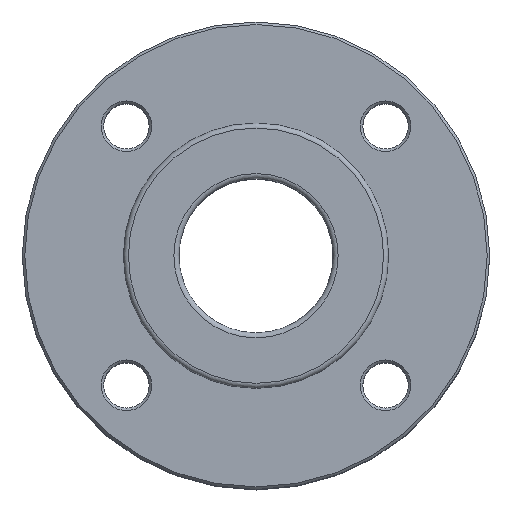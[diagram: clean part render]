
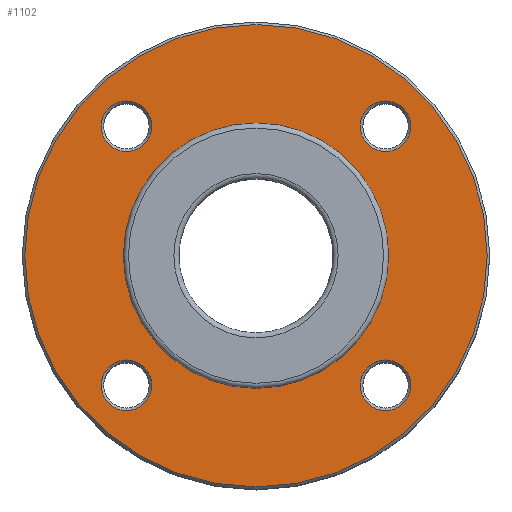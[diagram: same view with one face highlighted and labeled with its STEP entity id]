
A CAD part, top view. The second image highlights one B-rep face of the part: STEP entity #1102.
In plain terms, the highlighted face is planar.
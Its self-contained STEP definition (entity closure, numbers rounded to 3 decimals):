
#83=FACE_BOUND('',#180,.T.);
#84=FACE_BOUND('',#181,.T.);
#85=FACE_BOUND('',#182,.T.);
#86=FACE_BOUND('',#183,.T.);
#87=FACE_BOUND('',#184,.T.);
#100=PLANE('',#1221);
#110=FACE_OUTER_BOUND('',#179,.T.);
#179=EDGE_LOOP('',(#751));
#180=EDGE_LOOP('',(#752));
#181=EDGE_LOOP('',(#753));
#182=EDGE_LOOP('',(#754));
#183=EDGE_LOOP('',(#755));
#184=EDGE_LOOP('',(#756));
#330=CIRCLE('',#1219,10.);
#332=CIRCLE('',#1222,91.5);
#333=CIRCLE('',#1223,10.);
#334=CIRCLE('',#1224,10.);
#335=CIRCLE('',#1225,52.5);
#336=CIRCLE('',#1226,10.);
#467=VERTEX_POINT('',#1891);
#469=VERTEX_POINT('',#1897);
#470=VERTEX_POINT('',#1899);
#471=VERTEX_POINT('',#1901);
#472=VERTEX_POINT('',#1903);
#473=VERTEX_POINT('',#1905);
#577=EDGE_CURVE('',#467,#467,#330,.T.);
#580=EDGE_CURVE('',#469,#469,#332,.T.);
#581=EDGE_CURVE('',#470,#470,#333,.T.);
#582=EDGE_CURVE('',#471,#471,#334,.T.);
#583=EDGE_CURVE('',#472,#472,#335,.T.);
#584=EDGE_CURVE('',#473,#473,#336,.T.);
#751=ORIENTED_EDGE('',*,*,#580,.F.);
#752=ORIENTED_EDGE('',*,*,#581,.F.);
#753=ORIENTED_EDGE('',*,*,#582,.F.);
#754=ORIENTED_EDGE('',*,*,#583,.F.);
#755=ORIENTED_EDGE('',*,*,#584,.F.);
#756=ORIENTED_EDGE('',*,*,#577,.F.);
#1102=ADVANCED_FACE('',(#110,#83,#84,#85,#86,#87),#100,.T.);
#1219=AXIS2_PLACEMENT_3D('',#1892,#1435,#1436);
#1221=AXIS2_PLACEMENT_3D('',#1896,#1440,#1441);
#1222=AXIS2_PLACEMENT_3D('',#1898,#1442,#1443);
#1223=AXIS2_PLACEMENT_3D('',#1900,#1444,#1445);
#1224=AXIS2_PLACEMENT_3D('',#1902,#1446,#1447);
#1225=AXIS2_PLACEMENT_3D('',#1904,#1448,#1449);
#1226=AXIS2_PLACEMENT_3D('',#1906,#1450,#1451);
#1435=DIRECTION('center_axis',(0.,-1.,0.));
#1436=DIRECTION('ref_axis',(0.,0.,1.));
#1440=DIRECTION('center_axis',(0.,-1.,0.));
#1441=DIRECTION('ref_axis',(0.,0.,-1.));
#1442=DIRECTION('center_axis',(0.,1.,0.));
#1443=DIRECTION('ref_axis',(-1.,0.,0.));
#1444=DIRECTION('center_axis',(0.,-1.,0.));
#1445=DIRECTION('ref_axis',(-1.,0.,0.));
#1446=DIRECTION('center_axis',(0.,-1.,0.));
#1447=DIRECTION('ref_axis',(1.,0.,0.));
#1448=DIRECTION('center_axis',(0.,-1.,0.));
#1449=DIRECTION('ref_axis',(1.,0.,0.));
#1450=DIRECTION('center_axis',(0.,-1.,0.));
#1451=DIRECTION('ref_axis',(0.,0.,-1.));
#1891=CARTESIAN_POINT('',(-51.265,0.,41.265));
#1892=CARTESIAN_POINT('Origin',(-51.265,0.,
51.265));
#1896=CARTESIAN_POINT('Origin',(52.5,0.,0.));
#1897=CARTESIAN_POINT('',(91.5,0.,0.));
#1898=CARTESIAN_POINT('Origin',(0.,0.,0.));
#1899=CARTESIAN_POINT('',(-41.265,0.,-51.265));
#1900=CARTESIAN_POINT('Origin',(-51.265,0.,
-51.265));
#1901=CARTESIAN_POINT('',(41.265,0.,51.265));
#1902=CARTESIAN_POINT('Origin',(51.265,0.,51.265));
#1903=CARTESIAN_POINT('',(-52.5,0.,0.));
#1904=CARTESIAN_POINT('Origin',(0.,0.,0.));
#1905=CARTESIAN_POINT('',(51.265,0.,-41.265));
#1906=CARTESIAN_POINT('Origin',(51.265,0.,-51.265));
